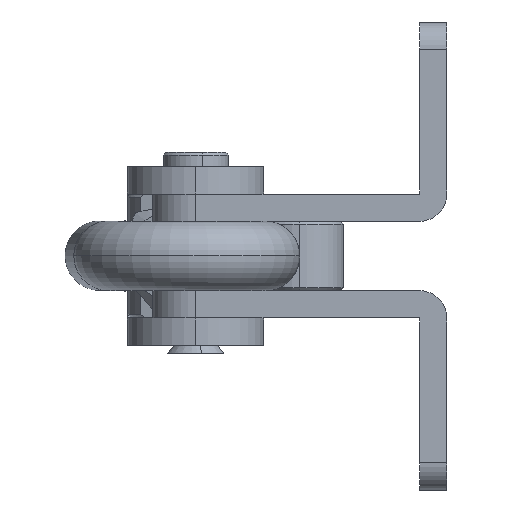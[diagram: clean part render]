
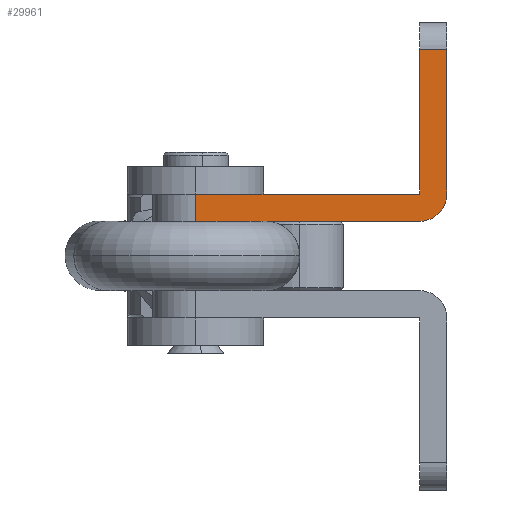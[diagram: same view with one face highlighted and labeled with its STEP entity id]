
A CAD part, left-side view. The second image highlights one B-rep face of the part: STEP entity #29961.
In plain terms, the highlighted planar face has unit normal (-1, 0, 0).
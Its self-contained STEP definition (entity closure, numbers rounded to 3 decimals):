
#4721 = VERTEX_POINT ( 'NONE', #32416 ) ;
#5830 = EDGE_CURVE ( 'NONE', #5832, #5895, #17654, .T. ) ;
#5832 = VERTEX_POINT ( 'NONE', #17650 ) ;
#5895 = VERTEX_POINT ( 'NONE', #17887 ) ;
#6014 = ORIENTED_EDGE ( 'NONE', *, *, #7172, .F. ) ;
#6018 = EDGE_LOOP ( 'NONE', ( #29962, #29956, #29941, #6014, #29873, #29964, #29891 ) ) ;
#6042 = EDGE_CURVE ( 'NONE', #29977, #29939, #18276, .T. ) ;
#6056 = EDGE_CURVE ( 'NONE', #29939, #4721, #18344, .T. ) ;
#7161 = VERTEX_POINT ( 'NONE', #18378 ) ;
#7172 = EDGE_CURVE ( 'NONE', #7161, #4721, #18405, .T. ) ;
#17650 = CARTESIAN_POINT ( 'NONE',  ( 0., 46., 0. ) ) ;
#17651 = DIRECTION ( 'NONE',  ( 0., -1., 0. ) ) ;
#17652 = VECTOR ( 'NONE', #17651, 1000. ) ;
#17653 = CARTESIAN_POINT ( 'NONE',  ( 0., 0., 0. ) ) ;
#17654 = LINE ( 'NONE', #17653, #17652 ) ;
#17887 = CARTESIAN_POINT ( 'NONE',  ( 0., 5., 0. ) ) ;
#18276 = LINE ( 'NONE', #18310, #18309 ) ;
#18308 = DIRECTION ( 'NONE',  ( 0., 1., 0. ) ) ;
#18309 = VECTOR ( 'NONE', #18308, 1000. ) ;
#18310 = CARTESIAN_POINT ( 'NONE',  ( 0., 0., 31.5 ) ) ;
#18341 = DIRECTION ( 'NONE',  ( 0., 0., -1. ) ) ;
#18342 = VECTOR ( 'NONE', #18341, 1000. ) ;
#18343 = CARTESIAN_POINT ( 'NONE',  ( 0., 5., 36.5 ) ) ;
#18344 = LINE ( 'NONE', #18343, #18342 ) ;
#18378 = CARTESIAN_POINT ( 'NONE',  ( 0., 46., 5. ) ) ;
#18402 = DIRECTION ( 'NONE',  ( 0., -1., 0. ) ) ;
#18403 = VECTOR ( 'NONE', #18402, 1000. ) ;
#18404 = CARTESIAN_POINT ( 'NONE',  ( 0., 0., 5. ) ) ;
#18405 = LINE ( 'NONE', #18404, #18403 ) ;
#25912 = CARTESIAN_POINT ( 'NONE',  ( 0., 5., 31.5 ) ) ;
#25988 = DIRECTION ( 'NONE',  ( 0., 0., -1. ) ) ;
#25989 = VECTOR ( 'NONE', #25988, 1000. ) ;
#25990 = CARTESIAN_POINT ( 'NONE',  ( 0., 46., 5. ) ) ;
#25991 = LINE ( 'NONE', #25990, #25989 ) ;
#25993 = DIRECTION ( 'NONE',  ( 0., 1., 0. ) ) ;
#25994 = DIRECTION ( 'NONE',  ( -1., 0., 0. ) ) ;
#25995 = CARTESIAN_POINT ( 'NONE',  ( 0., 5., 5. ) ) ;
#25996 = AXIS2_PLACEMENT_3D ( 'NONE', #25995, #25994, #25993 ) ;
#25997 = CIRCLE ( 'NONE', #25996, 5. ) ;
#26150 = PLANE ( 'NONE',  #26198 ) ;
#26151 = FACE_OUTER_BOUND ( 'NONE', #6018, .T. ) ;
#26152 = CARTESIAN_POINT ( 'NONE',  ( 0., 0., 5. ) ) ;
#26195 = DIRECTION ( 'NONE',  ( 0., 1., 0. ) ) ;
#26196 = DIRECTION ( 'NONE',  ( 1., 0., 0. ) ) ;
#26197 = CARTESIAN_POINT ( 'NONE',  ( 0., 0., 5. ) ) ;
#26198 = AXIS2_PLACEMENT_3D ( 'NONE', #26197, #26196, #26195 ) ;
#26245 = CARTESIAN_POINT ( 'NONE',  ( 0., 0., 31.5 ) ) ;
#26246 = DIRECTION ( 'NONE',  ( 0., 0., -1. ) ) ;
#26247 = VECTOR ( 'NONE', #26246, 1000. ) ;
#26248 = CARTESIAN_POINT ( 'NONE',  ( 0., 0., 5. ) ) ;
#26249 = LINE ( 'NONE', #26248, #26247 ) ;
#29873 = ORIENTED_EDGE ( 'NONE', *, *, #29874, .T. ) ;
#29874 = EDGE_CURVE ( 'NONE', #7161, #5832, #25991, .T. ) ;
#29891 = ORIENTED_EDGE ( 'NONE', *, *, #29892, .T. ) ;
#29892 = EDGE_CURVE ( 'NONE', #5895, #29959, #25997, .T. ) ;
#29939 = VERTEX_POINT ( 'NONE', #25912 ) ;
#29941 = ORIENTED_EDGE ( 'NONE', *, *, #6056, .T. ) ;
#29956 = ORIENTED_EDGE ( 'NONE', *, *, #6042, .T. ) ;
#29959 = VERTEX_POINT ( 'NONE', #26152 ) ;
#29961 = ADVANCED_FACE ( 'NONE', ( #26151 ), #26150, .F. ) ;
#29962 = ORIENTED_EDGE ( 'NONE', *, *, #29976, .F. ) ;
#29964 = ORIENTED_EDGE ( 'NONE', *, *, #5830, .T. ) ;
#29976 = EDGE_CURVE ( 'NONE', #29977, #29959, #26249, .T. ) ;
#29977 = VERTEX_POINT ( 'NONE', #26245 ) ;
#32416 = CARTESIAN_POINT ( 'NONE',  ( 0., 5., 5. ) ) ;
